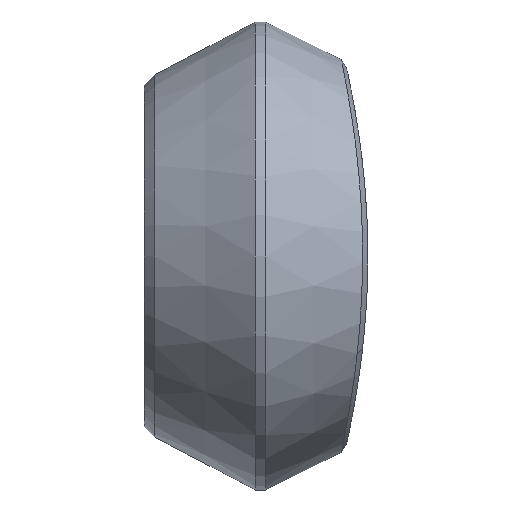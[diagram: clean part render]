
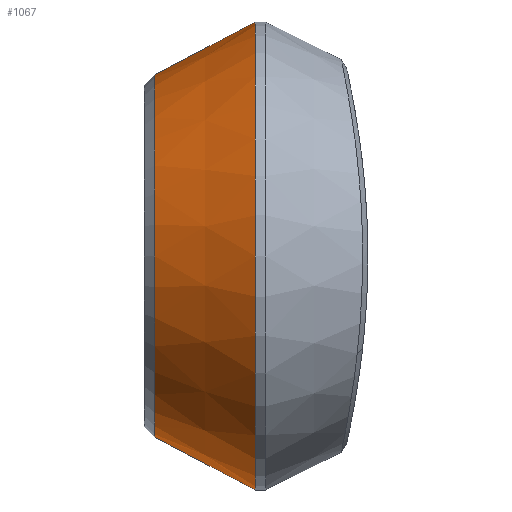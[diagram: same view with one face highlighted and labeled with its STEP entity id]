
A CAD part, left-side view. The second image highlights one B-rep face of the part: STEP entity #1067.
In plain terms, the highlighted conical face has half-angle 27.768 degrees and reference radius 34.074 mm.
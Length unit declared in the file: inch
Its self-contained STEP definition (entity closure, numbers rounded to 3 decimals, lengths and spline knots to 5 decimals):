
#24 = VERTEX_POINT ( 'NONE', #475 ) ;
#26 = EDGE_CURVE ( 'NONE', #434, #24, #999, .T. ) ;
#116 = CIRCLE ( 'NONE', #1080, 1.73437 ) ;
#143 = CARTESIAN_POINT ( 'NONE',  ( 0., 6.798, -1.3415 ) ) ;
#144 = CARTESIAN_POINT ( 'NONE',  ( 0., 6.798, 1.3415 ) ) ;
#173 = DIRECTION ( 'NONE',  ( 0., 0., -1. ) ) ;
#196 = CONICAL_SURFACE ( 'NONE', #797, 1.3415, 0.485 ) ;
#211 = DIRECTION ( 'NONE',  ( 0., -1., 0. ) ) ;
#244 = EDGE_CURVE ( 'NONE', #24, #1073, #116, .T. ) ;
#295 = ORIENTED_EDGE ( 'NONE', *, *, #678, .T. ) ;
#434 = VERTEX_POINT ( 'NONE', #1213 ) ;
#475 = CARTESIAN_POINT ( 'NONE',  ( 0., 6.05182, 1.73437 ) ) ;
#510 = FACE_OUTER_BOUND ( 'NONE', #850, .T. ) ;
#519 = CARTESIAN_POINT ( 'NONE',  ( 0., 6.798, -1.3415 ) ) ;
#532 = DIRECTION ( 'NONE',  ( 0., 0., -1. ) ) ;
#557 = ORIENTED_EDGE ( 'NONE', *, *, #244, .F. ) ;
#678 = EDGE_CURVE ( 'NONE', #434, #687, #1065, .T. ) ;
#687 = VERTEX_POINT ( 'NONE', #519 ) ;
#738 = CARTESIAN_POINT ( 'NONE',  ( 0., 6.05182, 0. ) ) ;
#752 = ORIENTED_EDGE ( 'NONE', *, *, #846, .T. ) ;
#782 = DIRECTION ( 'NONE',  ( 0., -0.885, 0.466 ) ) ;
#797 = AXIS2_PLACEMENT_3D ( 'NONE', #1269, #211, #942 ) ;
#846 = EDGE_CURVE ( 'NONE', #687, #1073, #1100, .T. ) ;
#850 = EDGE_LOOP ( 'NONE', ( #1105, #295, #752, #557 ) ) ;
#942 = DIRECTION ( 'NONE',  ( 0., 0., -1. ) ) ;
#951 = CARTESIAN_POINT ( 'NONE',  ( 0., 6.798, 0. ) ) ;
#973 = DIRECTION ( 'NONE',  ( 0., -0.885, -0.466 ) ) ;
#999 = LINE ( 'NONE', #144, #1253 ) ;
#1048 = DIRECTION ( 'NONE',  ( 0., -1., 0. ) ) ;
#1065 = CIRCLE ( 'NONE', #1285, 1.3415 ) ;
#1067 = ADVANCED_FACE ( 'NONE', ( #510 ), #196, .T. ) ;
#1073 = VERTEX_POINT ( 'NONE', #1368 ) ;
#1077 = VECTOR ( 'NONE', #973, 39.37008 ) ;
#1080 = AXIS2_PLACEMENT_3D ( 'NONE', #738, #1048, #173 ) ;
#1100 = LINE ( 'NONE', #143, #1077 ) ;
#1105 = ORIENTED_EDGE ( 'NONE', *, *, #26, .F. ) ;
#1213 = CARTESIAN_POINT ( 'NONE',  ( 0., 6.798, 1.3415 ) ) ;
#1253 = VECTOR ( 'NONE', #782, 39.37008 ) ;
#1269 = CARTESIAN_POINT ( 'NONE',  ( 0., 6.798, 0. ) ) ;
#1271 = DIRECTION ( 'NONE',  ( 0., -1., 0. ) ) ;
#1285 = AXIS2_PLACEMENT_3D ( 'NONE', #951, #1271, #532 ) ;
#1368 = CARTESIAN_POINT ( 'NONE',  ( 0., 6.05182, -1.73437 ) ) ;
